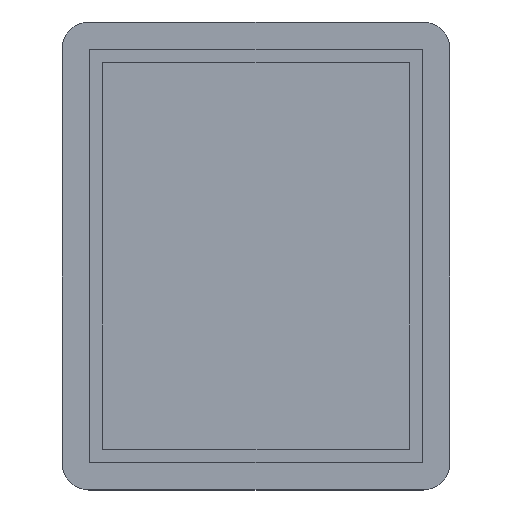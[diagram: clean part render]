
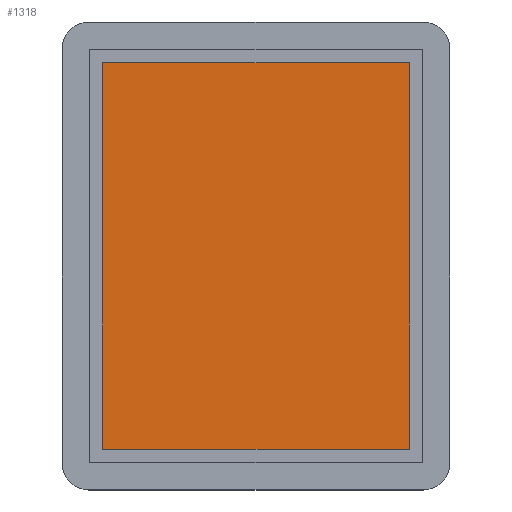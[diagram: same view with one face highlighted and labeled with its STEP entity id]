
A CAD part, top view. The second image highlights one B-rep face of the part: STEP entity #1318.
In plain terms, the highlighted planar face has unit normal (0, 0, 1).
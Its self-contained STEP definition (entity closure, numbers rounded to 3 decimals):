
#1024 = PLANE('',#1025);
#1025 = AXIS2_PLACEMENT_3D('',#1026,#1027,#1028);
#1026 = CARTESIAN_POINT('',(-11.45,14.45,4.));
#1027 = DIRECTION('',(0.,-1.,0.));
#1028 = DIRECTION('',(1.,0.,0.));
#1052 = PLANE('',#1053);
#1053 = AXIS2_PLACEMENT_3D('',#1054,#1055,#1056);
#1054 = CARTESIAN_POINT('',(-11.45,-14.45,4.));
#1055 = DIRECTION('',(1.,0.,0.));
#1056 = DIRECTION('',(0.,1.,0.));
#1080 = PLANE('',#1081);
#1081 = AXIS2_PLACEMENT_3D('',#1082,#1083,#1084);
#1082 = CARTESIAN_POINT('',(11.45,-14.45,4.));
#1083 = DIRECTION('',(0.,1.,0.));
#1084 = DIRECTION('',(-1.,0.,0.));
#1106 = PLANE('',#1107);
#1107 = AXIS2_PLACEMENT_3D('',#1108,#1109,#1110);
#1108 = CARTESIAN_POINT('',(11.45,14.45,4.));
#1109 = DIRECTION('',(-1.,0.,0.));
#1110 = DIRECTION('',(0.,-1.,0.));
#1122 = VERTEX_POINT('',#1123);
#1123 = CARTESIAN_POINT('',(-11.45,14.45,2.));
#1144 = EDGE_CURVE('',#1122,#1145,#1147,.T.);
#1145 = VERTEX_POINT('',#1146);
#1146 = CARTESIAN_POINT('',(11.45,14.45,2.));
#1147 = SURFACE_CURVE('',#1148,(#1152,#1159),.PCURVE_S1.);
#1148 = LINE('',#1149,#1150);
#1149 = CARTESIAN_POINT('',(-11.45,14.45,2.));
#1150 = VECTOR('',#1151,1.);
#1151 = DIRECTION('',(1.,0.,0.));
#1152 = PCURVE('',#1024,#1153);
#1153 = DEFINITIONAL_REPRESENTATION('',(#1154),#1158);
#1154 = LINE('',#1155,#1156);
#1155 = CARTESIAN_POINT('',(0.,-2.));
#1156 = VECTOR('',#1157,1.);
#1157 = DIRECTION('',(1.,0.));
#1158 = ( GEOMETRIC_REPRESENTATION_CONTEXT(2) 
PARAMETRIC_REPRESENTATION_CONTEXT() REPRESENTATION_CONTEXT('2D SPACE',''
  ) );
#1159 = PCURVE('',#1160,#1165);
#1160 = PLANE('',#1161);
#1161 = AXIS2_PLACEMENT_3D('',#1162,#1163,#1164);
#1162 = CARTESIAN_POINT('',(0.,0.,2.));
#1163 = DIRECTION('',(-0.,-0.,-1.));
#1164 = DIRECTION('',(-1.,0.,0.));
#1165 = DEFINITIONAL_REPRESENTATION('',(#1166),#1170);
#1166 = LINE('',#1167,#1168);
#1167 = CARTESIAN_POINT('',(11.45,14.45));
#1168 = VECTOR('',#1169,1.);
#1169 = DIRECTION('',(-1.,0.));
#1170 = ( GEOMETRIC_REPRESENTATION_CONTEXT(2) 
PARAMETRIC_REPRESENTATION_CONTEXT() REPRESENTATION_CONTEXT('2D SPACE',''
  ) );
#1198 = EDGE_CURVE('',#1145,#1199,#1201,.T.);
#1199 = VERTEX_POINT('',#1200);
#1200 = CARTESIAN_POINT('',(11.45,-14.45,2.));
#1201 = SURFACE_CURVE('',#1202,(#1206,#1213),.PCURVE_S1.);
#1202 = LINE('',#1203,#1204);
#1203 = CARTESIAN_POINT('',(11.45,14.45,2.));
#1204 = VECTOR('',#1205,1.);
#1205 = DIRECTION('',(0.,-1.,0.));
#1206 = PCURVE('',#1106,#1207);
#1207 = DEFINITIONAL_REPRESENTATION('',(#1208),#1212);
#1208 = LINE('',#1209,#1210);
#1209 = CARTESIAN_POINT('',(0.,-2.));
#1210 = VECTOR('',#1211,1.);
#1211 = DIRECTION('',(1.,0.));
#1212 = ( GEOMETRIC_REPRESENTATION_CONTEXT(2) 
PARAMETRIC_REPRESENTATION_CONTEXT() REPRESENTATION_CONTEXT('2D SPACE',''
  ) );
#1213 = PCURVE('',#1160,#1214);
#1214 = DEFINITIONAL_REPRESENTATION('',(#1215),#1219);
#1215 = LINE('',#1216,#1217);
#1216 = CARTESIAN_POINT('',(-11.45,14.45));
#1217 = VECTOR('',#1218,1.);
#1218 = DIRECTION('',(0.,-1.));
#1219 = ( GEOMETRIC_REPRESENTATION_CONTEXT(2) 
PARAMETRIC_REPRESENTATION_CONTEXT() REPRESENTATION_CONTEXT('2D SPACE',''
  ) );
#1247 = EDGE_CURVE('',#1199,#1248,#1250,.T.);
#1248 = VERTEX_POINT('',#1249);
#1249 = CARTESIAN_POINT('',(-11.45,-14.45,2.));
#1250 = SURFACE_CURVE('',#1251,(#1255,#1262),.PCURVE_S1.);
#1251 = LINE('',#1252,#1253);
#1252 = CARTESIAN_POINT('',(11.45,-14.45,2.));
#1253 = VECTOR('',#1254,1.);
#1254 = DIRECTION('',(-1.,0.,0.));
#1255 = PCURVE('',#1080,#1256);
#1256 = DEFINITIONAL_REPRESENTATION('',(#1257),#1261);
#1257 = LINE('',#1258,#1259);
#1258 = CARTESIAN_POINT('',(0.,-2.));
#1259 = VECTOR('',#1260,1.);
#1260 = DIRECTION('',(1.,0.));
#1261 = ( GEOMETRIC_REPRESENTATION_CONTEXT(2) 
PARAMETRIC_REPRESENTATION_CONTEXT() REPRESENTATION_CONTEXT('2D SPACE',''
  ) );
#1262 = PCURVE('',#1160,#1263);
#1263 = DEFINITIONAL_REPRESENTATION('',(#1264),#1268);
#1264 = LINE('',#1265,#1266);
#1265 = CARTESIAN_POINT('',(-11.45,-14.45));
#1266 = VECTOR('',#1267,1.);
#1267 = DIRECTION('',(1.,0.));
#1268 = ( GEOMETRIC_REPRESENTATION_CONTEXT(2) 
PARAMETRIC_REPRESENTATION_CONTEXT() REPRESENTATION_CONTEXT('2D SPACE',''
  ) );
#1296 = EDGE_CURVE('',#1248,#1122,#1297,.T.);
#1297 = SURFACE_CURVE('',#1298,(#1302,#1309),.PCURVE_S1.);
#1298 = LINE('',#1299,#1300);
#1299 = CARTESIAN_POINT('',(-11.45,-14.45,2.));
#1300 = VECTOR('',#1301,1.);
#1301 = DIRECTION('',(0.,1.,0.));
#1302 = PCURVE('',#1052,#1303);
#1303 = DEFINITIONAL_REPRESENTATION('',(#1304),#1308);
#1304 = LINE('',#1305,#1306);
#1305 = CARTESIAN_POINT('',(0.,-2.));
#1306 = VECTOR('',#1307,1.);
#1307 = DIRECTION('',(1.,0.));
#1308 = ( GEOMETRIC_REPRESENTATION_CONTEXT(2) 
PARAMETRIC_REPRESENTATION_CONTEXT() REPRESENTATION_CONTEXT('2D SPACE',''
  ) );
#1309 = PCURVE('',#1160,#1310);
#1310 = DEFINITIONAL_REPRESENTATION('',(#1311),#1315);
#1311 = LINE('',#1312,#1313);
#1312 = CARTESIAN_POINT('',(11.45,-14.45));
#1313 = VECTOR('',#1314,1.);
#1314 = DIRECTION('',(0.,1.));
#1315 = ( GEOMETRIC_REPRESENTATION_CONTEXT(2) 
PARAMETRIC_REPRESENTATION_CONTEXT() REPRESENTATION_CONTEXT('2D SPACE',''
  ) );
#1318 = ADVANCED_FACE('',(#1319),#1160,.F.);
#1319 = FACE_BOUND('',#1320,.F.);
#1320 = EDGE_LOOP('',(#1321,#1322,#1323,#1324));
#1321 = ORIENTED_EDGE('',*,*,#1144,.T.);
#1322 = ORIENTED_EDGE('',*,*,#1198,.T.);
#1323 = ORIENTED_EDGE('',*,*,#1247,.T.);
#1324 = ORIENTED_EDGE('',*,*,#1296,.T.);
